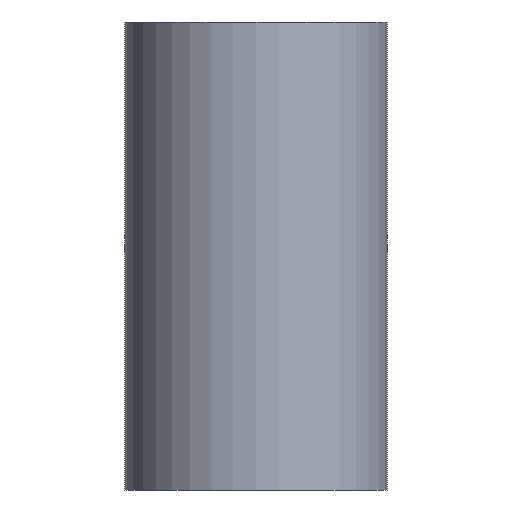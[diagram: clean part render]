
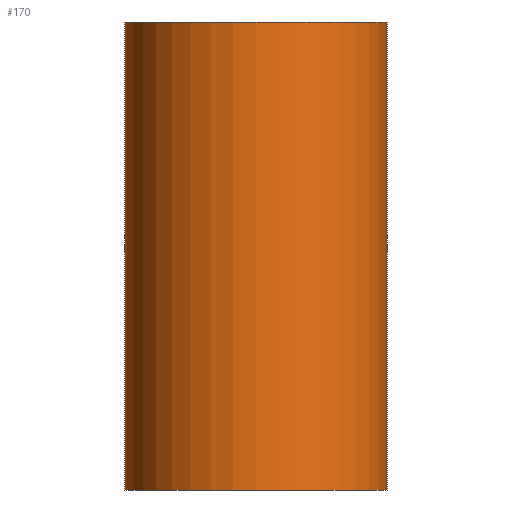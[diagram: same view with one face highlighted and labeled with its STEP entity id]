
A CAD part, front view. The second image highlights one B-rep face of the part: STEP entity #170.
In plain terms, the highlighted cylindrical face has radius 7 mm (diameter 14 mm), a partial arc.
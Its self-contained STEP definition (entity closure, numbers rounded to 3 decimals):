
#2 = VERTEX_POINT ( 'NONE', #103 ) ;
#21 = CARTESIAN_POINT ( 'NONE',  ( 7., 0., 25. ) ) ;
#23 = DIRECTION ( 'NONE',  ( -1., 0., 0. ) ) ;
#24 = EDGE_CURVE ( 'NONE', #2, #346, #166, .T. ) ;
#25 = VECTOR ( 'NONE', #78, 1000. ) ;
#26 = DIRECTION ( 'NONE',  ( 0., 0., -1. ) ) ;
#32 = ORIENTED_EDGE ( 'NONE', *, *, #64, .F. ) ;
#41 = DIRECTION ( 'NONE',  ( 0., 0., -1. ) ) ;
#49 = LINE ( 'NONE', #288, #25 ) ;
#55 = FACE_OUTER_BOUND ( 'NONE', #133, .T. ) ;
#60 = ORIENTED_EDGE ( 'NONE', *, *, #280, .F. ) ;
#64 = EDGE_CURVE ( 'NONE', #124, #343, #49, .T. ) ;
#77 = CARTESIAN_POINT ( 'NONE',  ( -7., 0., 25. ) ) ;
#78 = DIRECTION ( 'NONE',  ( 0., 0., -1. ) ) ;
#84 = AXIS2_PLACEMENT_3D ( 'NONE', #234, #367, #289 ) ;
#103 = CARTESIAN_POINT ( 'NONE',  ( -7., 0., 25. ) ) ;
#114 = DIRECTION ( 'NONE',  ( 0., 0., 1. ) ) ;
#116 = CYLINDRICAL_SURFACE ( 'NONE', #129, 7. ) ;
#124 = VERTEX_POINT ( 'NONE', #21 ) ;
#129 = AXIS2_PLACEMENT_3D ( 'NONE', #145, #26, #23 ) ;
#133 = EDGE_LOOP ( 'NONE', ( #32, #60, #186, #248 ) ) ;
#137 = CIRCLE ( 'NONE', #282, 7. ) ;
#145 = CARTESIAN_POINT ( 'NONE',  ( 0., 0., 25. ) ) ;
#158 = CARTESIAN_POINT ( 'NONE',  ( -7., 0., 0. ) ) ;
#166 = LINE ( 'NONE', #77, #213 ) ;
#170 = ADVANCED_FACE ( 'NONE', ( #55 ), #116, .T. ) ;
#183 = CARTESIAN_POINT ( 'NONE',  ( 7., 0., 0. ) ) ;
#186 = ORIENTED_EDGE ( 'NONE', *, *, #24, .T. ) ;
#213 = VECTOR ( 'NONE', #41, 1000. ) ;
#234 = CARTESIAN_POINT ( 'NONE',  ( 0., 0., 25. ) ) ;
#248 = ORIENTED_EDGE ( 'NONE', *, *, #305, .T. ) ;
#280 = EDGE_CURVE ( 'NONE', #2, #124, #365, .T. ) ;
#282 = AXIS2_PLACEMENT_3D ( 'NONE', #330, #114, #362 ) ;
#288 = CARTESIAN_POINT ( 'NONE',  ( 7., 0., 25. ) ) ;
#289 = DIRECTION ( 'NONE',  ( 1., 0., 0. ) ) ;
#305 = EDGE_CURVE ( 'NONE', #346, #343, #137, .T. ) ;
#330 = CARTESIAN_POINT ( 'NONE',  ( 0., 0., 0. ) ) ;
#343 = VERTEX_POINT ( 'NONE', #183 ) ;
#346 = VERTEX_POINT ( 'NONE', #158 ) ;
#362 = DIRECTION ( 'NONE',  ( 1., 0., 0. ) ) ;
#365 = CIRCLE ( 'NONE', #84, 7. ) ;
#367 = DIRECTION ( 'NONE',  ( 0., 0., 1. ) ) ;
